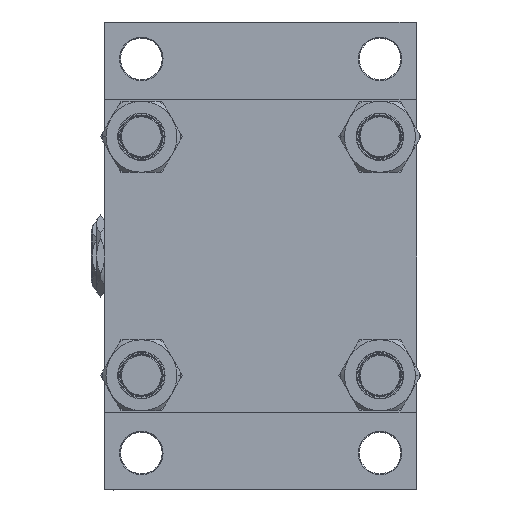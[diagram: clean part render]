
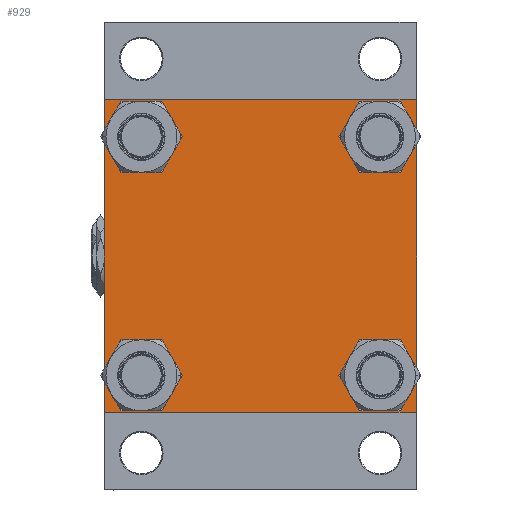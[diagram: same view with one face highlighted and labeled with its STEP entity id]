
A CAD part, left-side view. The second image highlights one B-rep face of the part: STEP entity #929.
In plain terms, the highlighted planar face has unit normal (-1, 0, 0).
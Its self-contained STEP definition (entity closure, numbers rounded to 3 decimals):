
#542 = CARTESIAN_POINT ( 'NONE',  ( 0., 82.5, -82.5 ) ) ;
#929 = ADVANCED_FACE ( 'NONE', ( #17653, #6516, #2715, #1720, #5767 ), #24736, .T. ) ;
#1720 = FACE_BOUND ( 'NONE', #9119, .T. ) ;
#2715 = FACE_BOUND ( 'NONE', #22630, .T. ) ;
#2774 = AXIS2_PLACEMENT_3D ( 'NONE', #13357, #48215, #40132 ) ;
#3106 = VERTEX_POINT ( 'NONE', #13146 ) ;
#3399 = EDGE_CURVE ( 'NONE', #44227, #28276, #38407, .T. ) ;
#3443 = VERTEX_POINT ( 'NONE', #34222 ) ;
#3936 = VECTOR ( 'NONE', #47277, 1000. ) ;
#4022 = EDGE_CURVE ( 'NONE', #4602, #41674, #40924, .T. ) ;
#4215 = CIRCLE ( 'NONE', #32475, 11.5 ) ;
#4290 = EDGE_CURVE ( 'NONE', #30208, #14980, #7797, .T. ) ;
#4474 = CARTESIAN_POINT ( 'NONE',  ( 0., -82.5, 82.5 ) ) ;
#4602 = VERTEX_POINT ( 'NONE', #40789 ) ;
#4895 = ORIENTED_EDGE ( 'NONE', *, *, #42994, .T. ) ;
#5751 = VERTEX_POINT ( 'NONE', #13172 ) ;
#5767 = FACE_OUTER_BOUND ( 'NONE', #37504, .T. ) ;
#6266 = CIRCLE ( 'NONE', #24021, 11.5 ) ;
#6516 = FACE_BOUND ( 'NONE', #14027, .T. ) ;
#6957 = VERTEX_POINT ( 'NONE', #22933 ) ;
#7797 = CIRCLE ( 'NONE', #35198, 11.5 ) ;
#7805 = CARTESIAN_POINT ( 'NONE',  ( 0., -62.95, 62.95 ) ) ;
#8431 = CARTESIAN_POINT ( 'NONE',  ( 0., -62.95, 51.45 ) ) ;
#8816 = CARTESIAN_POINT ( 'NONE',  ( 0., 82.25, 82.25 ) ) ;
#9014 = VERTEX_POINT ( 'NONE', #48740 ) ;
#9119 = EDGE_LOOP ( 'NONE', ( #45466, #45665 ) ) ;
#10152 = ORIENTED_EDGE ( 'NONE', *, *, #35105, .T. ) ;
#10204 = CIRCLE ( 'NONE', #45719, 11.5 ) ;
#10568 = ORIENTED_EDGE ( 'NONE', *, *, #21398, .T. ) ;
#10656 = EDGE_CURVE ( 'NONE', #24042, #3106, #22935, .T. ) ;
#11097 = EDGE_CURVE ( 'NONE', #28276, #44227, #30495, .T. ) ;
#11634 = VERTEX_POINT ( 'NONE', #31215 ) ;
#11743 = ORIENTED_EDGE ( 'NONE', *, *, #32702, .T. ) ;
#11848 = DIRECTION ( 'NONE',  ( 1., 0., 0. ) ) ;
#11870 = ORIENTED_EDGE ( 'NONE', *, *, #47812, .T. ) ;
#12006 = CARTESIAN_POINT ( 'NONE',  ( 0., -62.95, -62.95 ) ) ;
#12383 = DIRECTION ( 'NONE',  ( 0., 0., 1. ) ) ;
#13146 = CARTESIAN_POINT ( 'NONE',  ( 0., -82.5, -82. ) ) ;
#13172 = CARTESIAN_POINT ( 'NONE',  ( 0., 62.95, 74.45 ) ) ;
#13195 = EDGE_CURVE ( 'NONE', #14557, #11634, #16548, .T. ) ;
#13357 = CARTESIAN_POINT ( 'NONE',  ( 0., 0., 0. ) ) ;
#13574 = DIRECTION ( 'NONE',  ( 1., 0., 0. ) ) ;
#13595 = DIRECTION ( 'NONE',  ( 0., 0., 1. ) ) ;
#13672 = DIRECTION ( 'NONE',  ( 0., 0., -1. ) ) ;
#13777 = DIRECTION ( 'NONE',  ( 1., 0., 0. ) ) ;
#13819 = DIRECTION ( 'NONE',  ( 0., 0., 1. ) ) ;
#14027 = EDGE_LOOP ( 'NONE', ( #20863, #11743 ) ) ;
#14067 = EDGE_CURVE ( 'NONE', #4602, #6957, #28012, .T. ) ;
#14439 = ORIENTED_EDGE ( 'NONE', *, *, #14067, .T. ) ;
#14557 = VERTEX_POINT ( 'NONE', #8431 ) ;
#14980 = VERTEX_POINT ( 'NONE', #15183 ) ;
#15183 = CARTESIAN_POINT ( 'NONE',  ( 0., -62.95, -74.45 ) ) ;
#16024 = VECTOR ( 'NONE', #30710, 1000. ) ;
#16548 = CIRCLE ( 'NONE', #45349, 11.5 ) ;
#17021 = ORIENTED_EDGE ( 'NONE', *, *, #45834, .T. ) ;
#17639 = DIRECTION ( 'NONE',  ( 1., 0., 0. ) ) ;
#17653 = FACE_BOUND ( 'NONE', #41295, .T. ) ;
#17819 = CARTESIAN_POINT ( 'NONE',  ( 0., 62.95, -62.95 ) ) ;
#17953 = DIRECTION ( 'NONE',  ( 0., -1., 0. ) ) ;
#18282 = LINE ( 'NONE', #25353, #37751 ) ;
#18468 = EDGE_CURVE ( 'NONE', #9014, #5751, #4215, .T. ) ;
#18945 = CARTESIAN_POINT ( 'NONE',  ( 0., -62.95, -51.45 ) ) ;
#20018 = ORIENTED_EDGE ( 'NONE', *, *, #10656, .F. ) ;
#20863 = ORIENTED_EDGE ( 'NONE', *, *, #4290, .T. ) ;
#21240 = LINE ( 'NONE', #25050, #26907 ) ;
#21398 = EDGE_CURVE ( 'NONE', #6957, #3443, #21240, .T. ) ;
#21904 = CIRCLE ( 'NONE', #35607, 11.5 ) ;
#22630 = EDGE_LOOP ( 'NONE', ( #34608, #37445 ) ) ;
#22933 = CARTESIAN_POINT ( 'NONE',  ( 0., 82.5, 82. ) ) ;
#22935 = LINE ( 'NONE', #4474, #39299 ) ;
#23225 = CARTESIAN_POINT ( 'NONE',  ( 0., 62.95, -74.45 ) ) ;
#23507 = DIRECTION ( 'NONE',  ( 1., 0., 0. ) ) ;
#23537 = ORIENTED_EDGE ( 'NONE', *, *, #4022, .F. ) ;
#23699 = DIRECTION ( 'NONE',  ( 0., 0., 1. ) ) ;
#24021 = AXIS2_PLACEMENT_3D ( 'NONE', #12006, #35486, #43051 ) ;
#24042 = VERTEX_POINT ( 'NONE', #45126 ) ;
#24594 = VERTEX_POINT ( 'NONE', #31993 ) ;
#24736 = PLANE ( 'NONE',  #2774 ) ;
#25050 = CARTESIAN_POINT ( 'NONE',  ( 0., 82.5, 82.5 ) ) ;
#25174 = ORIENTED_EDGE ( 'NONE', *, *, #32956, .T. ) ;
#25353 = CARTESIAN_POINT ( 'NONE',  ( 0., -82.25, -82.25 ) ) ;
#25613 = VECTOR ( 'NONE', #26850, 1000. ) ;
#26850 = DIRECTION ( 'NONE',  ( 0., -1., 0. ) ) ;
#26907 = VECTOR ( 'NONE', #13672, 1000. ) ;
#27837 = CARTESIAN_POINT ( 'NONE',  ( 0., -82., 82.5 ) ) ;
#28012 = LINE ( 'NONE', #8816, #46130 ) ;
#28276 = VERTEX_POINT ( 'NONE', #23225 ) ;
#28986 = CARTESIAN_POINT ( 'NONE',  ( 0., 62.95, 62.95 ) ) ;
#29897 = DIRECTION ( 'NONE',  ( 0., -0.707, 0.707 ) ) ;
#30208 = VERTEX_POINT ( 'NONE', #18945 ) ;
#30495 = CIRCLE ( 'NONE', #36932, 11.5 ) ;
#30710 = DIRECTION ( 'NONE',  ( 0., -0.707, -0.707 ) ) ;
#31215 = CARTESIAN_POINT ( 'NONE',  ( 0., -62.95, 74.45 ) ) ;
#31286 = DIRECTION ( 'NONE',  ( 1., 0., 0. ) ) ;
#31993 = CARTESIAN_POINT ( 'NONE',  ( 0., 82., -82.5 ) ) ;
#32475 = AXIS2_PLACEMENT_3D ( 'NONE', #28986, #13574, #36552 ) ;
#32702 = EDGE_CURVE ( 'NONE', #14980, #30208, #6266, .T. ) ;
#32800 = DIRECTION ( 'NONE',  ( 0., 0.707, -0.707 ) ) ;
#32956 = EDGE_CURVE ( 'NONE', #24594, #38158, #46048, .T. ) ;
#33046 = CARTESIAN_POINT ( 'NONE',  ( 0., -62.95, -62.95 ) ) ;
#33558 = AXIS2_PLACEMENT_3D ( 'NONE', #17819, #13777, #49138 ) ;
#34023 = LINE ( 'NONE', #49176, #16024 ) ;
#34222 = CARTESIAN_POINT ( 'NONE',  ( 0., 82.5, -82. ) ) ;
#34320 = ORIENTED_EDGE ( 'NONE', *, *, #13195, .T. ) ;
#34331 = CARTESIAN_POINT ( 'NONE',  ( 0., -62.95, 62.95 ) ) ;
#34608 = ORIENTED_EDGE ( 'NONE', *, *, #3399, .T. ) ;
#35105 = EDGE_CURVE ( 'NONE', #3443, #24594, #34023, .T. ) ;
#35198 = AXIS2_PLACEMENT_3D ( 'NONE', #33046, #17639, #13595 ) ;
#35486 = DIRECTION ( 'NONE',  ( 1., 0., 0. ) ) ;
#35607 = AXIS2_PLACEMENT_3D ( 'NONE', #43877, #44626, #13819 ) ;
#36552 = DIRECTION ( 'NONE',  ( 0., 0., 1. ) ) ;
#36932 = AXIS2_PLACEMENT_3D ( 'NONE', #38652, #23507, #12383 ) ;
#37130 = CARTESIAN_POINT ( 'NONE',  ( 0., 82.5, 82.5 ) ) ;
#37445 = ORIENTED_EDGE ( 'NONE', *, *, #11097, .T. ) ;
#37504 = EDGE_LOOP ( 'NONE', ( #10568, #10152, #25174, #17021, #20018, #11870, #23537, #14439 ) ) ;
#37704 = CARTESIAN_POINT ( 'NONE',  ( 0., 62.95, -51.45 ) ) ;
#37751 = VECTOR ( 'NONE', #29897, 1000. ) ;
#38076 = CARTESIAN_POINT ( 'NONE',  ( 0., -82., -82.5 ) ) ;
#38127 = DIRECTION ( 'NONE',  ( 0., 0., 1. ) ) ;
#38158 = VERTEX_POINT ( 'NONE', #38076 ) ;
#38407 = CIRCLE ( 'NONE', #33558, 11.5 ) ;
#38652 = CARTESIAN_POINT ( 'NONE',  ( 0., 62.95, -62.95 ) ) ;
#38957 = EDGE_CURVE ( 'NONE', #5751, #9014, #21904, .T. ) ;
#39299 = VECTOR ( 'NONE', #46413, 1000. ) ;
#40132 = DIRECTION ( 'NONE',  ( 0., 0., 1. ) ) ;
#40789 = CARTESIAN_POINT ( 'NONE',  ( 0., 82., 82.5 ) ) ;
#40818 = VECTOR ( 'NONE', #17953, 1000. ) ;
#40924 = LINE ( 'NONE', #37130, #40818 ) ;
#41295 = EDGE_LOOP ( 'NONE', ( #4895, #34320 ) ) ;
#41674 = VERTEX_POINT ( 'NONE', #27837 ) ;
#42994 = EDGE_CURVE ( 'NONE', #11634, #14557, #10204, .T. ) ;
#43051 = DIRECTION ( 'NONE',  ( 0., 0., 1. ) ) ;
#43877 = CARTESIAN_POINT ( 'NONE',  ( 0., 62.95, 62.95 ) ) ;
#43997 = LINE ( 'NONE', #47789, #3936 ) ;
#44227 = VERTEX_POINT ( 'NONE', #37704 ) ;
#44626 = DIRECTION ( 'NONE',  ( 1., 0., 0. ) ) ;
#45126 = CARTESIAN_POINT ( 'NONE',  ( 0., -82.5, 82. ) ) ;
#45349 = AXIS2_PLACEMENT_3D ( 'NONE', #7805, #11848, #38127 ) ;
#45466 = ORIENTED_EDGE ( 'NONE', *, *, #38957, .T. ) ;
#45665 = ORIENTED_EDGE ( 'NONE', *, *, #18468, .T. ) ;
#45719 = AXIS2_PLACEMENT_3D ( 'NONE', #34331, #31286, #23699 ) ;
#45834 = EDGE_CURVE ( 'NONE', #38158, #3106, #18282, .T. ) ;
#46048 = LINE ( 'NONE', #542, #25613 ) ;
#46130 = VECTOR ( 'NONE', #32800, 1000. ) ;
#46413 = DIRECTION ( 'NONE',  ( 0., 0., -1. ) ) ;
#47277 = DIRECTION ( 'NONE',  ( 0., 0.707, 0.707 ) ) ;
#47789 = CARTESIAN_POINT ( 'NONE',  ( 0., -82.25, 82.25 ) ) ;
#47812 = EDGE_CURVE ( 'NONE', #24042, #41674, #43997, .T. ) ;
#48215 = DIRECTION ( 'NONE',  ( -1., 0., 0. ) ) ;
#48740 = CARTESIAN_POINT ( 'NONE',  ( 0., 62.95, 51.45 ) ) ;
#49138 = DIRECTION ( 'NONE',  ( 0., 0., 1. ) ) ;
#49176 = CARTESIAN_POINT ( 'NONE',  ( 0., 82.25, -82.25 ) ) ;
